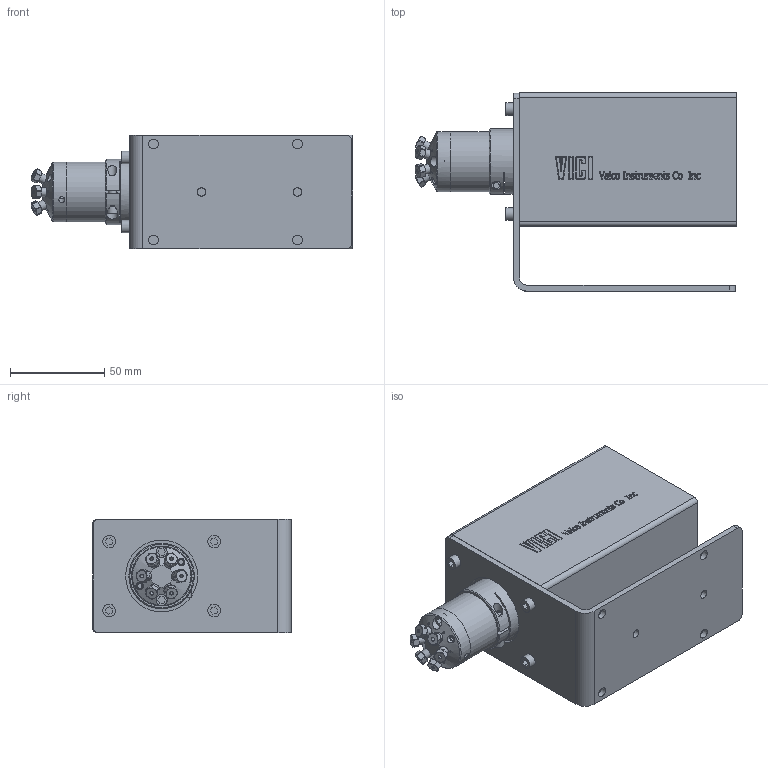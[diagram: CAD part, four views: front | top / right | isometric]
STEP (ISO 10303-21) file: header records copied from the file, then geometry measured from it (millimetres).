
FILE_DESCRIPTION((''),'2;1');
FILE_NAME('332441-C2-2006EUH 6Port 2-pos valve with universal actuator.stp','2013-08-19T12:49:59',('Franzp'),(''),'Autodesk Inventor 2013','Autodesk Inventor 2013','');
FILE_SCHEMA(('AUTOMOTIVE_DESIGN { 1 0 10303 214 1 1 1 1 }'));
Length unit declared in the file: millimetre
Products named in the file (1): 332441_Shrinkwrap_1
Bounding box: 170.5 x 104.98 x 60.34 mm (x, y, z)
Surface area: 98725 mm2 (no closed solid volume)
Topology: 0 solids, 101 shells, 295 faces, 2458 edges, 2232 vertices
Faces by surface type: plane 219, cylinder 58, cone 17, torus 1
Full cylindrical faces by diameter (mm): 1.727 x6, 2 x1, 3.175 x1, 3.22 x2, 4.166 x1, 4.445 x2, 4.826 x6, 5.156 x4, 5.78 x1, 5.89 x2, 5.94 x1, 6.35 x1, 6.7 x4, 13.97 x1, 19.05 x1, 19.075 x1, 31.75 x2, 34.671 x1, 38.1 x1
Entity records: 25066 total; most frequent: CARTESIAN_POINT 8446, ORIENTED_EDGE 2741, DIRECTION 2526, EDGE_CURVE 2365, VERTEX_POINT 2195, VECTOR 1266, LINE 1266, AXIS2_PLACEMENT_3D 630
